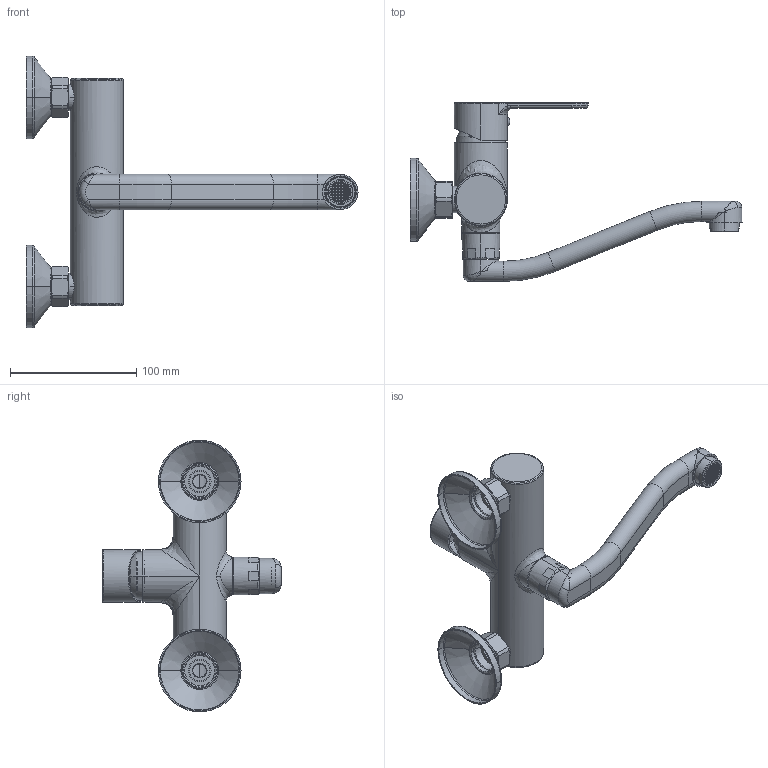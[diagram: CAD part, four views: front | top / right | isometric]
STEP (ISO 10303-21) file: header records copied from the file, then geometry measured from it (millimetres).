
FILE_DESCRIPTION((''),'2;1');
FILE_NAME('BLU161CR','2021-11-29T13:01:13',('ut3'),('PAFFONI SpA'),'CREO PARAMETRIC BY PTC INC, 2020044','CREO PARAMETRIC BY PTC INC, 2020044','');
FILE_SCHEMA(('CONFIG_CONTROL_DESIGN','SHAPE_APPEARANCE_LAYERS_GROUPS'));
Length unit declared in the file: millimetre
Products named in the file (1): BLU161CR
Bounding box: 263.2 x 141.8 x 215.5 mm (x, y, z)
Volume: 166124 mm3; surface area: 170064.3 mm2
Topology: 6 solids, 6 shells, 2710 faces, 7776 edges, 5040 vertices
Faces by surface type: plane 1927, cylinder 446, torus 124, cone 124, bspline 73, sphere 16
Entity records: 103806 total; most frequent: CARTESIAN_POINT 21529, ORIENTED_EDGE 15508, DIRECTION 14906, EDGE_CURVE 7754, VERTEX_POINT 5038, AXIS2_PLACEMENT_3D 4972, VECTOR 4962, LINE 4962
